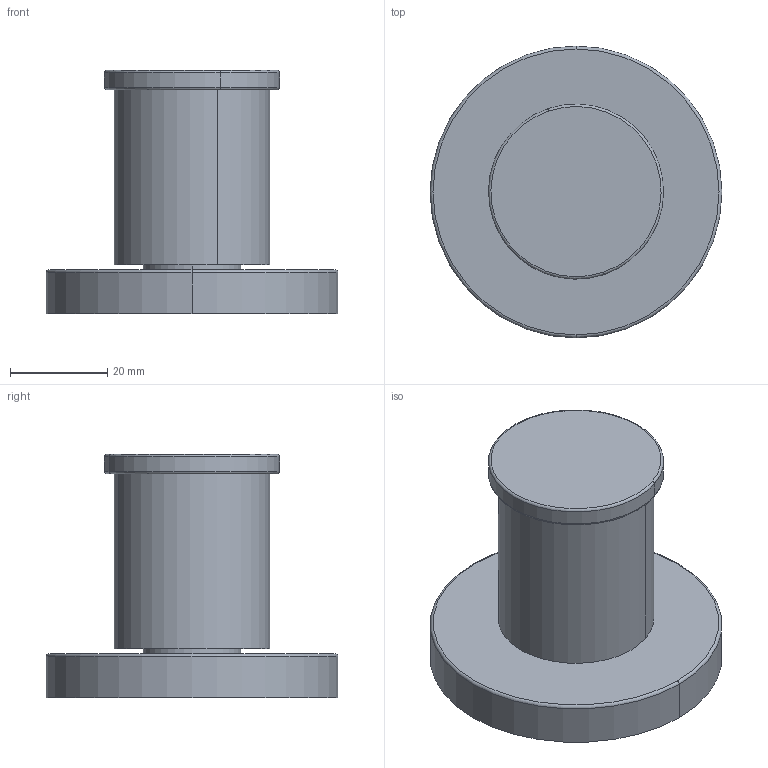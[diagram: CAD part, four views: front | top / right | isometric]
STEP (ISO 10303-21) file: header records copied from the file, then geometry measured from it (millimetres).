
FILE_DESCRIPTION (( 'STEP AP203' ), '1' );
FILE_NAME ('29140660.STEP', '2018-08-24T06:20:09', ( '' ), ( '' ), 'SwSTEP 2.0', 'SolidWorks 2017', '' );
FILE_SCHEMA (( 'CONFIG_CONTROL_DESIGN' ));
Length unit declared in the file: millimetre
Products named in the file (5): Planungsmodell_Rohr_gerade-+-28.568.780-10_ _K164_36x4; 29140660; Planungsmodell_Rohr_gerade-+-28.568.780-10_ _K163_32x36; Planungsmodell_Rohr_gerade-+-28.568.780-10_ _K126_20x1; Planungsmodell_Rohr_gerade-+-28.568.780-10_ _K257_60x9
Assembly tree (4 placements, depth 2):
  29140660
    Planungsmodell_Rohr_gerade-+-28.568.780-10_ _K257_60x9
    Planungsmodell_Rohr_gerade-+-28.568.780-10_ _K163_32x36
    Planungsmodell_Rohr_gerade-+-28.568.780-10_ _K126_20x1
    Planungsmodell_Rohr_gerade-+-28.568.780-10_ _K164_36x4
Bounding box: 60 x 60 x 50 mm (x, y, z)
Volume: 58758.9 mm3; surface area: 15660.8 mm2
Topology: 4 solids, 4 shells, 22 faces, 36 edges, 22 vertices
Faces by surface type: cylinder 8, plane 8, torus 6
Entity records: 1043 total; most frequent: DIRECTION 122, CARTESIAN_POINT 87, ORIENTED_EDGE 72, AXIS2_PLACEMENT_3D 57, PERSON_AND_ORGANIZATION 44, EDGE_CURVE 36, LOCAL_TIME 33, COORDINATED_UNIVERSAL_TIME_OFFSET 33
